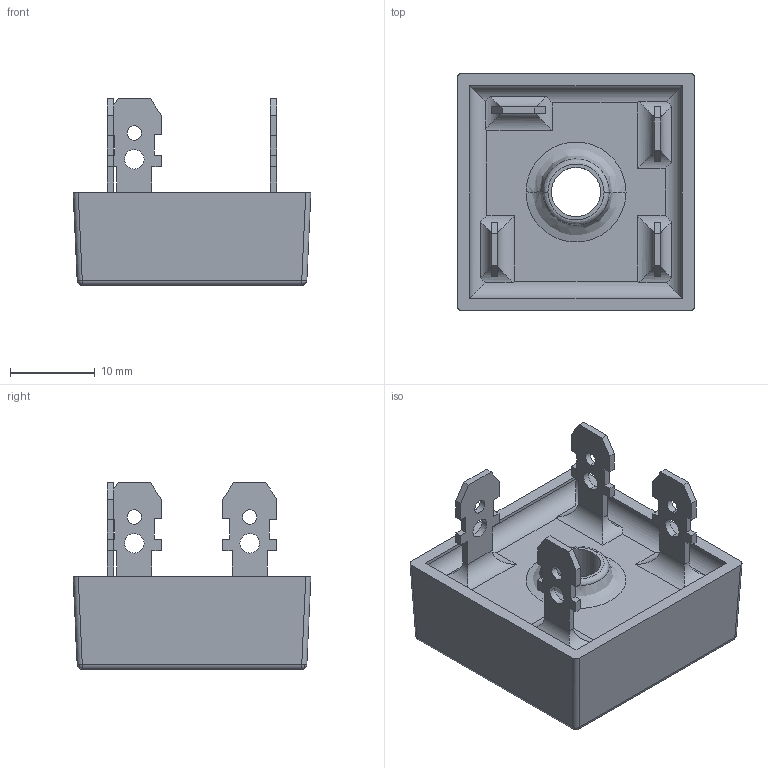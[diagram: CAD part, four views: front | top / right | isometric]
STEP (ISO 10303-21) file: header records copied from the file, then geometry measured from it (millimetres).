
FILE_DESCRIPTION (( 'STEP AP214' ), '1' );
FILE_NAME ('User Library-Silicon Bridge Rectifiers 5006.STEP', '2018-02-21T23:02:28', ( '' ), ( '' ), 'SwSTEP 2.0', 'SolidWorks 2018', '' );
FILE_SCHEMA (( 'AUTOMOTIVE_DESIGN' ));
Length unit declared in the file: millimetre
Products named in the file (1): User Library-Silicon Bridge Rectifiers 5006
Bounding box: 28 x 28 x 22 mm (x, y, z)
Volume: 6967.6 mm3; surface area: 3615.6 mm2
Topology: 1 solids, 1 shells, 345 faces, 961 edges, 630 vertices
Faces by surface type: plane 177, bspline 122, cylinder 46
Entity records: 16010 total; most frequent: CARTESIAN_POINT 4187, ORIENTED_EDGE 1906, DIRECTION 1207, EDGE_CURVE 953, VERTEX_POINT 630, LINE 623, VECTOR 623, EDGE_LOOP 383
